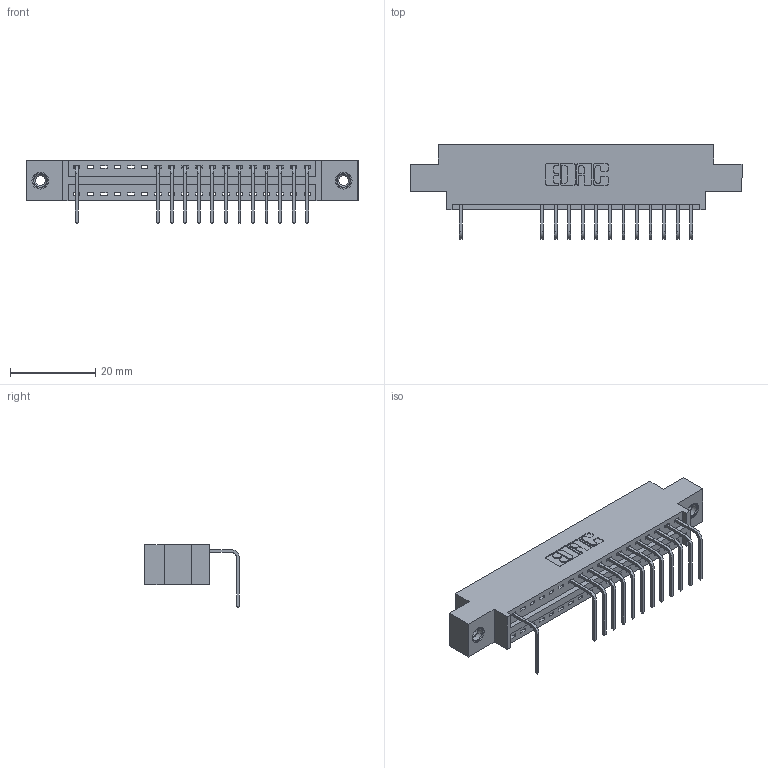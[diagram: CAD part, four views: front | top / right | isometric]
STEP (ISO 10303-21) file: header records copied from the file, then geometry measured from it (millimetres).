
FILE_DESCRIPTION (( 'STEP AP203' ), '1' );
FILE_NAME ('346-018-558-608.STEP', '2018-08-20T08:54:04', ( '' ), ( '' ), 'SwSTEP 2.0', 'SolidWorks 2016', '' );
FILE_SCHEMA (( 'CONFIG_CONTROL_DESIGN' ));
Length unit declared in the file: inch
Products named in the file (4): 346 Part_0.170 Offset - 0.156 Dia-TI; 345-292-001_558 Tail - 2; 345-250-001_345-250-003-102; 346-018-558-608
Assembly tree (16 placements, depth 2):
  346-018-558-608
    346 Part_0.170 Offset - 0.156 Dia-TI
    345-292-001_558 Tail - 2  x13
    345-250-001_345-250-003-102  x2
Bounding box: 77.72 x 22.16 x 14.73 mm (x, y, z)
Volume: 7099.6 mm3; surface area: 8747.4 mm2
Topology: 16 solids, 16 shells, 1026 faces, 3053 edges, 2010 vertices
Faces by surface type: plane 708, cylinder 302, cone 12, torus 4
Entity records: 15644 total; most frequent: CARTESIAN_POINT 2696, ORIENTED_EDGE 2646, DIRECTION 2427, EDGE_CURVE 1323, VECTOR 1099, LINE 1099, VERTEX_POINT 876, AXIS2_PLACEMENT_3D 664
